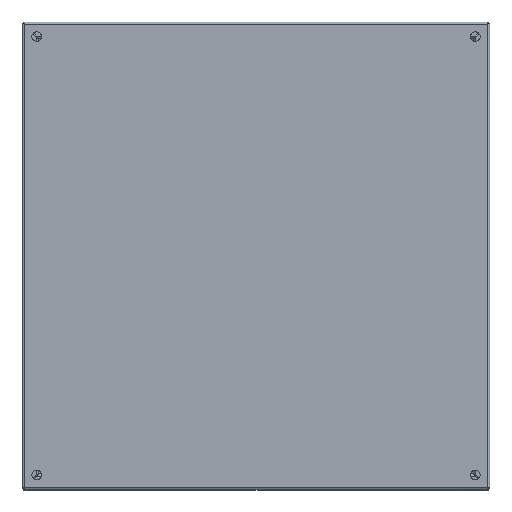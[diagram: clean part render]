
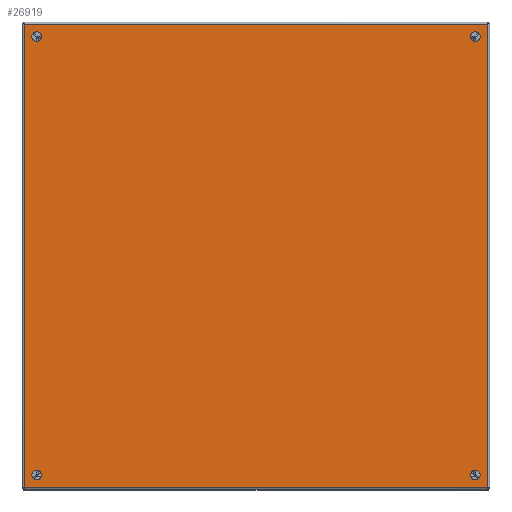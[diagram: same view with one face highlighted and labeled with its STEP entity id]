
A CAD part, top view. The second image highlights one B-rep face of the part: STEP entity #26919.
In plain terms, the highlighted face is planar.
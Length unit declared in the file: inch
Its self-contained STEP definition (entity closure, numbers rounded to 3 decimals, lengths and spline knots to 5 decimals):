
#294 = CARTESIAN_POINT ( 'NONE',  ( 0., 0.5, -11.25 ) ) ;
#332 = DIRECTION ( 'NONE',  ( 0., 1., 0. ) ) ;
#485 = DIRECTION ( 'NONE',  ( 0., 0., -1. ) ) ;
#607 = DIRECTION ( 'NONE',  ( -1., 0., 0. ) ) ;
#691 = VERTEX_POINT ( 'NONE', #38072 ) ;
#882 = CARTESIAN_POINT ( 'NONE',  ( 0., 0.108, -11.892 ) ) ;
#1438 = DIRECTION ( 'NONE',  ( 0., 1., 0. ) ) ;
#2054 = VECTOR ( 'NONE', #485, 39.37008 ) ;
#2588 = VERTEX_POINT ( 'NONE', #294 ) ;
#3513 = VERTEX_POINT ( 'NONE', #49858 ) ;
#4033 = AXIS2_PLACEMENT_3D ( 'NONE', #34130, #44899, #11222 ) ;
#4155 = EDGE_CURVE ( 'NONE', #33718, #38683, #62141, .T. ) ;
#4353 = CARTESIAN_POINT ( 'NONE',  ( 0., 23., 11.25 ) ) ;
#4605 = CARTESIAN_POINT ( 'NONE',  ( 0., 23., -11.25 ) ) ;
#5299 = EDGE_LOOP ( 'NONE', ( #47721, #42142 ) ) ;
#7074 = ORIENTED_EDGE ( 'NONE', *, *, #42451, .F. ) ;
#9476 = CARTESIAN_POINT ( 'NONE',  ( 0., 23.5, 11.25 ) ) ;
#10198 = CARTESIAN_POINT ( 'NONE',  ( 0., 1., -11.25 ) ) ;
#10276 = CARTESIAN_POINT ( 'NONE',  ( 0., 23.25, -11.25 ) ) ;
#10639 = DIRECTION ( 'NONE',  ( 0., -1., 0. ) ) ;
#10702 = DIRECTION ( 'NONE',  ( 0., -1., 0. ) ) ;
#11061 = ORIENTED_EDGE ( 'NONE', *, *, #4155, .F. ) ;
#11222 = DIRECTION ( 'NONE',  ( 0., 1., 0. ) ) ;
#11357 = PLANE ( 'NONE',  #28616 ) ;
#11502 = CARTESIAN_POINT ( 'NONE',  ( 0., 0.108, 11.928 ) ) ;
#11513 = ORIENTED_EDGE ( 'NONE', *, *, #13477, .F. ) ;
#11717 = CARTESIAN_POINT ( 'NONE',  ( 0., 0.75, 11.25 ) ) ;
#11923 = EDGE_CURVE ( 'NONE', #65956, #36615, #48519, .T. ) ;
#13477 = EDGE_CURVE ( 'NONE', #39764, #2588, #32176, .T. ) ;
#14876 = EDGE_LOOP ( 'NONE', ( #11061, #7074, #43928, #17488 ) ) ;
#16096 = VERTEX_POINT ( 'NONE', #73020 ) ;
#17488 = ORIENTED_EDGE ( 'NONE', *, *, #71141, .F. ) ;
#17521 = EDGE_CURVE ( 'NONE', #2588, #39764, #36638, .T. ) ;
#17576 = EDGE_CURVE ( 'NONE', #18517, #67907, #34250, .T. ) ;
#18517 = VERTEX_POINT ( 'NONE', #31903 ) ;
#18589 = DIRECTION ( 'NONE',  ( -1., 0., 0. ) ) ;
#18892 = DIRECTION ( 'NONE',  ( -1., 0., 0. ) ) ;
#19181 = CARTESIAN_POINT ( 'NONE',  ( 0., 0.072, -11.892 ) ) ;
#19989 = CIRCLE ( 'NONE', #21216, 0.25 ) ;
#20158 = EDGE_CURVE ( 'NONE', #36615, #65956, #43708, .T. ) ;
#21216 = AXIS2_PLACEMENT_3D ( 'NONE', #37808, #32611, #60006 ) ;
#24172 = CIRCLE ( 'NONE', #4033, 0.25 ) ;
#24406 = ORIENTED_EDGE ( 'NONE', *, *, #17576, .F. ) ;
#24476 = ORIENTED_EDGE ( 'NONE', *, *, #53938, .F. ) ;
#26919 = ADVANCED_FACE ( 'NONE', ( #55354, #28354, #38347, #27267, #33538 ), #11357, .F. ) ;
#27267 = FACE_BOUND ( 'NONE', #40841, .T. ) ;
#28347 = DIRECTION ( 'NONE',  ( -1., 0., 0. ) ) ;
#28354 = FACE_OUTER_BOUND ( 'NONE', #14876, .T. ) ;
#28616 = AXIS2_PLACEMENT_3D ( 'NONE', #33890, #67230, #10639 ) ;
#29264 = CARTESIAN_POINT ( 'NONE',  ( 0., 23.25, 11.25 ) ) ;
#30185 = LINE ( 'NONE', #19181, #68119 ) ;
#31903 = CARTESIAN_POINT ( 'NONE',  ( 0., 23.5, -11.25 ) ) ;
#32176 = CIRCLE ( 'NONE', #65300, 0.25 ) ;
#32611 = DIRECTION ( 'NONE',  ( -1., 0., 0. ) ) ;
#33538 = FACE_BOUND ( 'NONE', #57391, .T. ) ;
#33718 = VERTEX_POINT ( 'NONE', #46589 ) ;
#33720 = EDGE_LOOP ( 'NONE', ( #59921, #24476 ) ) ;
#33890 = CARTESIAN_POINT ( 'NONE',  ( 0., 0.072, 11.928 ) ) ;
#34130 = CARTESIAN_POINT ( 'NONE',  ( 0., 0.75, 11.25 ) ) ;
#34212 = DIRECTION ( 'NONE',  ( 0., 0., 1. ) ) ;
#34241 = DIRECTION ( 'NONE',  ( -1., 0., 0. ) ) ;
#34250 = CIRCLE ( 'NONE', #37793, 0.25 ) ;
#35944 = ORIENTED_EDGE ( 'NONE', *, *, #39431, .F. ) ;
#36615 = VERTEX_POINT ( 'NONE', #4353 ) ;
#36638 = CIRCLE ( 'NONE', #56666, 0.25 ) ;
#37505 = EDGE_CURVE ( 'NONE', #691, #3513, #38597, .T. ) ;
#37793 = AXIS2_PLACEMENT_3D ( 'NONE', #10276, #28347, #332 ) ;
#37808 = CARTESIAN_POINT ( 'NONE',  ( 0., 23.25, -11.25 ) ) ;
#38072 = CARTESIAN_POINT ( 'NONE',  ( 0., 1., 11.25 ) ) ;
#38347 = FACE_BOUND ( 'NONE', #5299, .T. ) ;
#38597 = CIRCLE ( 'NONE', #66990, 0.25 ) ;
#38683 = VERTEX_POINT ( 'NONE', #882 ) ;
#39431 = EDGE_CURVE ( 'NONE', #67907, #18517, #19989, .T. ) ;
#39764 = VERTEX_POINT ( 'NONE', #10198 ) ;
#39813 = DIRECTION ( 'NONE',  ( -1., 0., 0. ) ) ;
#40180 = AXIS2_PLACEMENT_3D ( 'NONE', #67869, #607, #50088 ) ;
#40679 = VERTEX_POINT ( 'NONE', #72077 ) ;
#40841 = EDGE_LOOP ( 'NONE', ( #11513, #45756 ) ) ;
#42142 = ORIENTED_EDGE ( 'NONE', *, *, #20158, .F. ) ;
#42451 = EDGE_CURVE ( 'NONE', #40679, #33718, #60971, .T. ) ;
#43183 = CARTESIAN_POINT ( 'NONE',  ( 0., 0.75, -11.25 ) ) ;
#43708 = CIRCLE ( 'NONE', #40180, 0.25 ) ;
#43879 = LINE ( 'NONE', #72012, #45683 ) ;
#43928 = ORIENTED_EDGE ( 'NONE', *, *, #46602, .F. ) ;
#44899 = DIRECTION ( 'NONE',  ( -1., 0., 0. ) ) ;
#45683 = VECTOR ( 'NONE', #34212, 39.37008 ) ;
#45756 = ORIENTED_EDGE ( 'NONE', *, *, #17521, .F. ) ;
#46589 = CARTESIAN_POINT ( 'NONE',  ( 0., 0.108, 11.892 ) ) ;
#46602 = EDGE_CURVE ( 'NONE', #16096, #40679, #43879, .T. ) ;
#47721 = ORIENTED_EDGE ( 'NONE', *, *, #11923, .F. ) ;
#48519 = CIRCLE ( 'NONE', #61466, 0.25 ) ;
#49858 = CARTESIAN_POINT ( 'NONE',  ( 0., 0.5, 11.25 ) ) ;
#50088 = DIRECTION ( 'NONE',  ( 0., 1., 0. ) ) ;
#53938 = EDGE_CURVE ( 'NONE', #3513, #691, #24172, .T. ) ;
#55354 = FACE_BOUND ( 'NONE', #33720, .T. ) ;
#55725 = DIRECTION ( 'NONE',  ( 0., 1., 0. ) ) ;
#56666 = AXIS2_PLACEMENT_3D ( 'NONE', #43183, #39813, #55725 ) ;
#57391 = EDGE_LOOP ( 'NONE', ( #24406, #35944 ) ) ;
#58027 = VECTOR ( 'NONE', #10702, 39.37008 ) ;
#59921 = ORIENTED_EDGE ( 'NONE', *, *, #37505, .F. ) ;
#60006 = DIRECTION ( 'NONE',  ( 0., 1., 0. ) ) ;
#60971 = LINE ( 'NONE', #65806, #58027 ) ;
#61466 = AXIS2_PLACEMENT_3D ( 'NONE', #29264, #18589, #68555 ) ;
#62141 = LINE ( 'NONE', #11502, #2054 ) ;
#63983 = DIRECTION ( 'NONE',  ( 0., 1., 0. ) ) ;
#64698 = CARTESIAN_POINT ( 'NONE',  ( 0., 0.75, -11.25 ) ) ;
#65300 = AXIS2_PLACEMENT_3D ( 'NONE', #64698, #18892, #63983 ) ;
#65806 = CARTESIAN_POINT ( 'NONE',  ( 0., 0.072, 11.892 ) ) ;
#65956 = VERTEX_POINT ( 'NONE', #9476 ) ;
#66990 = AXIS2_PLACEMENT_3D ( 'NONE', #11717, #34241, #1438 ) ;
#67230 = DIRECTION ( 'NONE',  ( 1., 0., 0. ) ) ;
#67869 = CARTESIAN_POINT ( 'NONE',  ( 0., 23.25, 11.25 ) ) ;
#67907 = VERTEX_POINT ( 'NONE', #4605 ) ;
#68119 = VECTOR ( 'NONE', #68762, 39.37008 ) ;
#68555 = DIRECTION ( 'NONE',  ( 0., 1., 0. ) ) ;
#68762 = DIRECTION ( 'NONE',  ( 0., 1., 0. ) ) ;
#71141 = EDGE_CURVE ( 'NONE', #38683, #16096, #30185, .T. ) ;
#72012 = CARTESIAN_POINT ( 'NONE',  ( 0., 23.892, 11.928 ) ) ;
#72077 = CARTESIAN_POINT ( 'NONE',  ( 0., 23.892, 11.892 ) ) ;
#73020 = CARTESIAN_POINT ( 'NONE',  ( 0., 23.892, -11.892 ) ) ;
